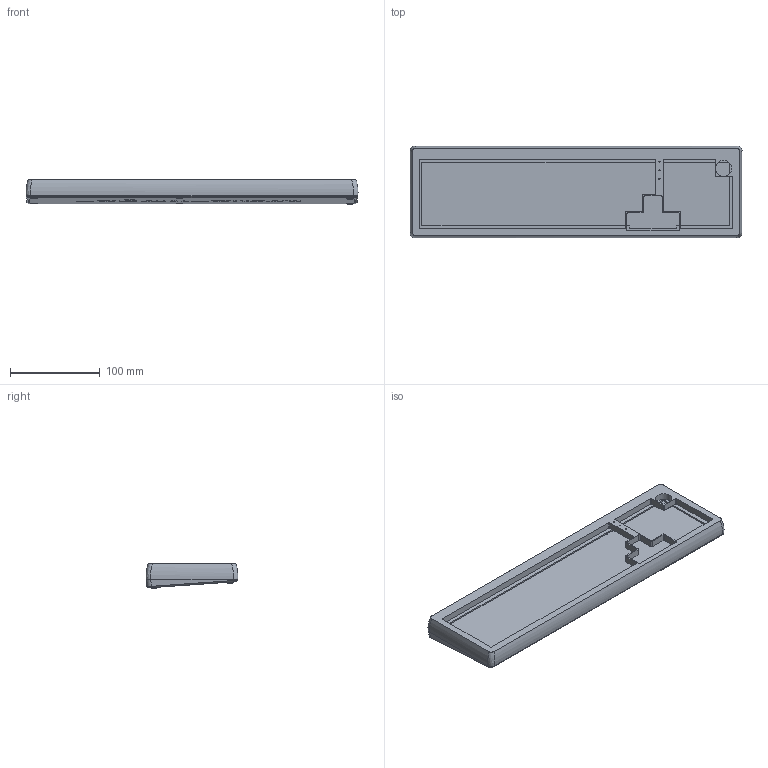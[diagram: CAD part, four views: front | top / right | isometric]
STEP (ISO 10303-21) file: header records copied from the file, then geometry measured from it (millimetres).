
FILE_DESCRIPTION(/* description */ (''),/* implementation_level */ '2;1');
FILE_NAME(/* name */ 'Kastenwagen Case 1840 v33.step',/* time_stamp */ '2022-12-15T11:38:06+01:00',/* author */ (''),/* organization */ (''),/* preprocessor_version */ 'ST-DEVELOPER v19.2',/* originating_system */ 'Autodesk Translation Framework v11.17.0.187',/* authorisation */ '');
FILE_SCHEMA (('AUTOMOTIVE_DESIGN { 1 0 10303 214 3 1 1 }'));
Length unit declared in the file: millimetre
Products named in the file (11): Kastenwagen Case 1840; Plate; PCB; USB Connector Type C female 6pin; Oberteil; Unterteil; Schriftzug; Schraubfuss M2 lang; lang2; Schraubfuss M2 kurz; kurz2
Assembly tree (10 placements, depth 4):
  Kastenwagen Case 1840
    Plate
    PCB
      USB Connector Type C female 6pin
    Oberteil
    Unterteil
      Schriftzug
      Schraubfuss M2 lang
        lang2
    Schraubfuss M2 kurz
      kurz2
Bounding box: 369.25 x 102.26 x 27.5 mm (x, y, z)
Volume: 273273.7 mm3; surface area: 246025.2 mm2
Topology: 33 solids, 33 shells, 1299 faces, 3538 edges, 2331 vertices
Faces by surface type: plane 705, bspline 334, cylinder 254, cone 4, torus 2
Full cylindrical faces by diameter (mm): 1.2 x3, 2.3 x6, 2.5 x8, 3.1 x6, 4.2 x1, 6.6 x2, 6.8 x6, 18 x1
Entity records: 42561 total; most frequent: CARTESIAN_POINT 11156, ORIENTED_EDGE 7076, DIRECTION 5345, EDGE_CURVE 3538, LINE 2337, VECTOR 2337, VERTEX_POINT 2331, AXIS2_PLACEMENT_3D 1504
